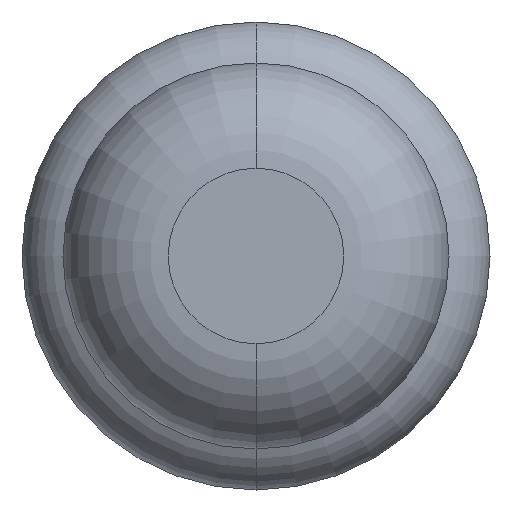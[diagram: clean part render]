
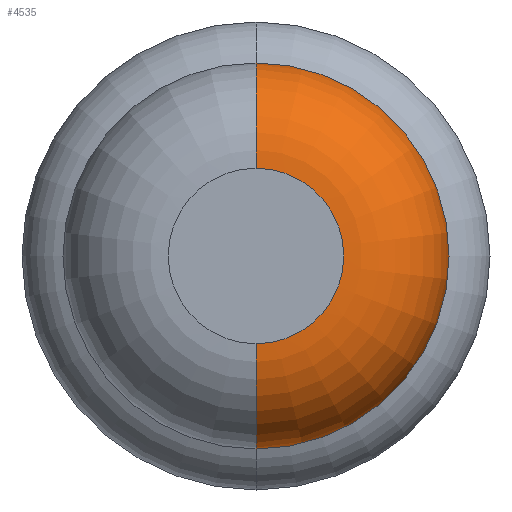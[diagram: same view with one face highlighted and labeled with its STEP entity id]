
A CAD part, front view. The second image highlights one B-rep face of the part: STEP entity #4535.
In plain terms, the highlighted toroidal (fillet/blend) face has major radius 0.375 mm and minor radius 0.45 mm.
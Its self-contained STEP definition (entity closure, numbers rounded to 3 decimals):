
#28 = VERTEX_POINT ( 'NONE', #715 ) ;
#86 = CARTESIAN_POINT ( 'NONE',  ( 0., -23.55, 0. ) ) ;
#111 = AXIS2_PLACEMENT_3D ( 'NONE', #2237, #880, #3314 ) ;
#282 = EDGE_CURVE ( 'Defeature ausgef�hrt1_3+Defeature ausgef�hrt1_2+Defeature ausgef�hrt1_2+Defeature ausgef�hrt1_2', #2102, #421, #309, .T. ) ;
#309 = CIRCLE ( 'NONE', #963, 0.825 ) ;
#421 = VERTEX_POINT ( 'NONE', #2807 ) ;
#468 = CARTESIAN_POINT ( 'NONE',  ( 0., -24., -0.375 ) ) ;
#501 = AXIS2_PLACEMENT_3D ( 'NONE', #1650, #3467, #2732 ) ;
#645 = EDGE_LOOP ( 'NONE', ( #4536, #1655, #1679, #2510 ) ) ;
#715 = CARTESIAN_POINT ( 'NONE',  ( 0., -24., 0.375 ) ) ;
#781 = DIRECTION ( 'NONE',  ( 0., 1., 0. ) ) ;
#859 = CARTESIAN_POINT ( 'NONE',  ( 0., -24., 0. ) ) ;
#880 = DIRECTION ( 'NONE',  ( 0., 1., 0. ) ) ;
#963 = AXIS2_PLACEMENT_3D ( 'NONE', #86, #781, #4345 ) ;
#1356 = AXIS2_PLACEMENT_3D ( 'NONE', #859, #1966, #4468 ) ;
#1465 = CIRCLE ( 'NONE', #1356, 0.375 ) ;
#1650 = CARTESIAN_POINT ( 'NONE',  ( 0., -23.55, -0.375 ) ) ;
#1655 = ORIENTED_EDGE ( 'NONE', *, *, #3537, .T. ) ;
#1679 = ORIENTED_EDGE ( 'NONE', *, *, #282, .F. ) ;
#1727 = CARTESIAN_POINT ( 'NONE',  ( 0., -23.55, 0.375 ) ) ;
#1966 = DIRECTION ( 'NONE',  ( 0., 1., 0. ) ) ;
#2022 = CIRCLE ( 'NONE', #4429, 0.45 ) ;
#2102 = VERTEX_POINT ( 'NONE', #3823 ) ;
#2237 = CARTESIAN_POINT ( 'NONE',  ( 0., -23.55, 0. ) ) ;
#2406 = TOROIDAL_SURFACE ( 'NONE', #111, 0.375, 0.45 ) ;
#2510 = ORIENTED_EDGE ( 'NONE', *, *, #4202, .F. ) ;
#2607 = EDGE_CURVE ( 'Defeature ausgef�hrt1_2+Defeature ausgef�hrt1_1+Defeature ausgef�hrt1_1+Defeature ausgef�hrt1_1', #28, #4533, #1465, .T. ) ;
#2732 = DIRECTION ( 'NONE',  ( 0., 0., -1. ) ) ;
#2807 = CARTESIAN_POINT ( 'NONE',  ( 0., -23.55, -0.825 ) ) ;
#3162 = DIRECTION ( 'NONE',  ( 0., 0., 1. ) ) ;
#3314 = DIRECTION ( 'NONE',  ( 0., 0., 1. ) ) ;
#3467 = DIRECTION ( 'NONE',  ( 1., 0., 0. ) ) ;
#3537 = EDGE_CURVE ( 'NONE', #4533, #421, #4425, .T. ) ;
#3823 = CARTESIAN_POINT ( 'NONE',  ( 0., -23.55, 0.825 ) ) ;
#3941 = DIRECTION ( 'NONE',  ( -1., 0., 0. ) ) ;
#4202 = EDGE_CURVE ( 'NONE', #28, #2102, #2022, .T. ) ;
#4318 = FACE_OUTER_BOUND ( 'NONE', #645, .T. ) ;
#4345 = DIRECTION ( 'NONE',  ( 0., 0., 1. ) ) ;
#4425 = CIRCLE ( 'NONE', #501, 0.45 ) ;
#4429 = AXIS2_PLACEMENT_3D ( 'NONE', #1727, #3941, #3162 ) ;
#4468 = DIRECTION ( 'NONE',  ( 0., 0., 1. ) ) ;
#4533 = VERTEX_POINT ( 'NONE', #468 ) ;
#4535 = ADVANCED_FACE ( 'Defeature ausgef�hrt1_2', ( #4318 ), #2406, .T. ) ;
#4536 = ORIENTED_EDGE ( 'NONE', *, *, #2607, .T. ) ;
